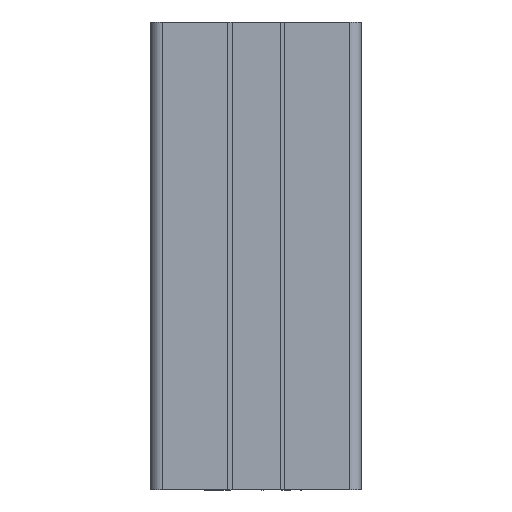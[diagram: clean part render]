
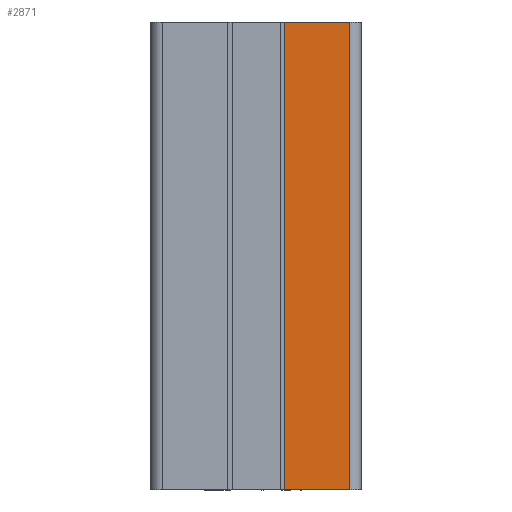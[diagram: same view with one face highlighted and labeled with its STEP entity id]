
A CAD part, front view. The second image highlights one B-rep face of the part: STEP entity #2871.
In plain terms, the highlighted planar face has unit normal (0, -1, 0).
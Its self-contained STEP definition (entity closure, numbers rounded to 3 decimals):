
#565 = CARTESIAN_POINT ( 'NONE',  ( 6957.761, 1699.36, 100. ) ) ;
#671 = DIRECTION ( 'NONE',  ( 1., 0., 0. ) ) ;
#876 = CARTESIAN_POINT ( 'NONE',  ( 0., 1699.36, 100. ) ) ;
#2871 = ADVANCED_FACE ( 'NONE', ( #10140 ), #7571, .T. ) ;
#3348 = CARTESIAN_POINT ( 'NONE',  ( 6943.862, 1699.36, 100. ) ) ;
#3688 = VERTEX_POINT ( 'NONE', #5994 ) ;
#3904 = DIRECTION ( 'NONE',  ( 0., 0., -1. ) ) ;
#3952 = CARTESIAN_POINT ( 'NONE',  ( 6943.862, 1699.36, 100. ) ) ;
#4031 = DIRECTION ( 'NONE',  ( 0., 0., -1. ) ) ;
#4042 = CARTESIAN_POINT ( 'NONE',  ( 6957.761, 1699.36, 100. ) ) ;
#4185 = VECTOR ( 'NONE', #3904, 1000. ) ;
#4222 = LINE ( 'NONE', #3952, #4185 ) ;
#4311 = LINE ( 'NONE', #4042, #4354 ) ;
#4354 = VECTOR ( 'NONE', #4031, 1000. ) ;
#4911 = VECTOR ( 'NONE', #6152, 1000. ) ;
#5019 = LINE ( 'NONE', #6221, #4911 ) ;
#5126 = ORIENTED_EDGE ( 'NONE', *, *, #8198, .T. ) ;
#5249 = ORIENTED_EDGE ( 'NONE', *, *, #8159, .F. ) ;
#5520 = AXIS2_PLACEMENT_3D ( 'NONE', #7514, #7123, #7048 ) ;
#5994 = CARTESIAN_POINT ( 'NONE',  ( 6943.862, 1699.36, 0. ) ) ;
#6152 = DIRECTION ( 'NONE',  ( 1., 0., 0. ) ) ;
#6217 = VERTEX_POINT ( 'NONE', #9057 ) ;
#6221 = CARTESIAN_POINT ( 'NONE',  ( 0., 1699.36, 0. ) ) ;
#6402 = ORIENTED_EDGE ( 'NONE', *, *, #7550, .F. ) ;
#6461 = LINE ( 'NONE', #876, #6472 ) ;
#6472 = VECTOR ( 'NONE', #671, 1000. ) ;
#7048 = DIRECTION ( 'NONE',  ( 1., 0., 0. ) ) ;
#7123 = DIRECTION ( 'NONE',  ( 0., -1., 0. ) ) ;
#7514 = CARTESIAN_POINT ( 'NONE',  ( 0., 1699.36, 100. ) ) ;
#7550 = EDGE_CURVE ( 'NONE', #8248, #7568, #6461, .T. ) ;
#7568 = VERTEX_POINT ( 'NONE', #565 ) ;
#7571 = PLANE ( 'NONE',  #5520 ) ;
#7998 = EDGE_CURVE ( 'NONE', #3688, #6217, #5019, .T. ) ;
#8159 = EDGE_CURVE ( 'NONE', #7568, #6217, #4311, .T. ) ;
#8198 = EDGE_CURVE ( 'NONE', #8248, #3688, #4222, .T. ) ;
#8248 = VERTEX_POINT ( 'NONE', #3348 ) ;
#8939 = EDGE_LOOP ( 'NONE', ( #6402, #5126, #10135, #5249 ) ) ;
#9057 = CARTESIAN_POINT ( 'NONE',  ( 6957.761, 1699.36, 0. ) ) ;
#10135 = ORIENTED_EDGE ( 'NONE', *, *, #7998, .T. ) ;
#10140 = FACE_OUTER_BOUND ( 'NONE', #8939, .T. ) ;
